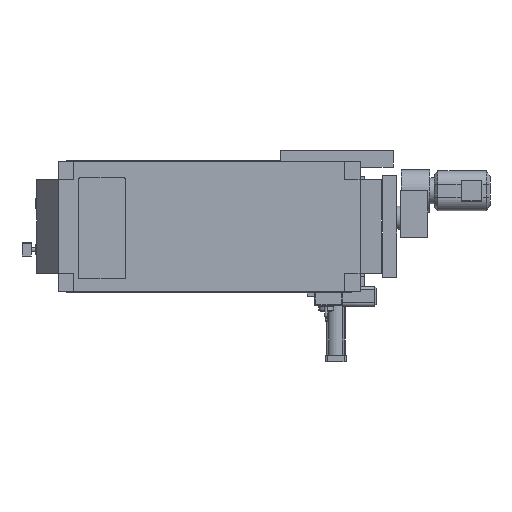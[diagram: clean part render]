
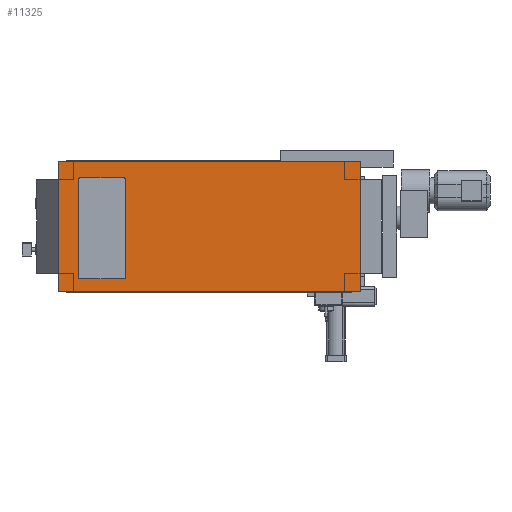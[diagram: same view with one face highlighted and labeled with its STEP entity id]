
A CAD part, front view. The second image highlights one B-rep face of the part: STEP entity #11325.
In plain terms, the highlighted planar face has unit normal (0, -1, 0).
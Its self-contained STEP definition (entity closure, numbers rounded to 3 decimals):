
#911 = AXIS2_PLACEMENT_3D ( 'NONE', #11684, #11555, #8406 ) ;
#2188 = EDGE_CURVE ( 'NONE', #11369, #5934, #9008, .T. ) ;
#2244 = DIRECTION ( 'NONE',  ( 0., 0., 1. ) ) ;
#2496 = DIRECTION ( 'NONE',  ( 0., 1., 0. ) ) ;
#2597 = EDGE_CURVE ( 'NONE', #15951, #3237, #19552, .T. ) ;
#2761 = CARTESIAN_POINT ( 'NONE',  ( 0., -410., 0. ) ) ;
#2865 = ORIENTED_EDGE ( 'NONE', *, *, #19376, .T. ) ;
#3024 = EDGE_LOOP ( 'NONE', ( #9452, #2865, #15660, #19027 ) ) ;
#3039 = LINE ( 'NONE', #17656, #16035 ) ;
#3237 = VERTEX_POINT ( 'NONE', #15426 ) ;
#3336 = VECTOR ( 'NONE', #7416, 1000. ) ;
#3420 = CARTESIAN_POINT ( 'NONE',  ( -1340., -410., -577.5 ) ) ;
#3640 = ORIENTED_EDGE ( 'NONE', *, *, #16460, .T. ) ;
#3872 = AXIS2_PLACEMENT_3D ( 'NONE', #13326, #2496, #2244 ) ;
#4243 = EDGE_CURVE ( 'NONE', #3237, #12990, #19765, .T. ) ;
#4304 = CARTESIAN_POINT ( 'NONE',  ( 1340., -410., 577.5 ) ) ;
#4605 = CARTESIAN_POINT ( 'NONE',  ( -740., -410., 0. ) ) ;
#4677 = CARTESIAN_POINT ( 'NONE',  ( -1160., -410., -452.279 ) ) ;
#4836 = FACE_OUTER_BOUND ( 'NONE', #3024, .T. ) ;
#4888 = DIRECTION ( 'NONE',  ( 0., 1., 0. ) ) ;
#5116 = EDGE_CURVE ( 'NONE', #19813, #10358, #3039, .T. ) ;
#5168 = DIRECTION ( 'NONE',  ( 1., 0., 0. ) ) ;
#5261 = LINE ( 'NONE', #12931, #19987 ) ;
#5765 = VERTEX_POINT ( 'NONE', #10901 ) ;
#5934 = VERTEX_POINT ( 'NONE', #18903 ) ;
#5960 = VERTEX_POINT ( 'NONE', #7895 ) ;
#5983 = ORIENTED_EDGE ( 'NONE', *, *, #6948, .T. ) ;
#6100 = EDGE_CURVE ( 'NONE', #5960, #15951, #8545, .T. ) ;
#6292 = CIRCLE ( 'NONE', #14223, 13. ) ;
#6534 = CARTESIAN_POINT ( 'NONE',  ( -1147., -410., -452.279 ) ) ;
#6743 = EDGE_LOOP ( 'NONE', ( #13120, #5983, #12041, #3640, #13164, #16061, #7885, #19683 ) ) ;
#6948 = EDGE_CURVE ( 'NONE', #16505, #19813, #6292, .T. ) ;
#7002 = CIRCLE ( 'NONE', #3872, 13. ) ;
#7416 = DIRECTION ( 'NONE',  ( 1., 0., 0. ) ) ;
#7467 = DIRECTION ( 'NONE',  ( 0., 1., 0. ) ) ;
#7468 = LINE ( 'NONE', #16971, #3336 ) ;
#7855 = CARTESIAN_POINT ( 'NONE',  ( -1147., -410., 418.721 ) ) ;
#7885 = ORIENTED_EDGE ( 'NONE', *, *, #8644, .F. ) ;
#7895 = CARTESIAN_POINT ( 'NONE',  ( 1340., -410., -577.5 ) ) ;
#8127 = DIRECTION ( 'NONE',  ( 0., 0., 1. ) ) ;
#8234 = DIRECTION ( 'NONE',  ( 0., 0., 1. ) ) ;
#8406 = DIRECTION ( 'NONE',  ( 0., 0., 1. ) ) ;
#8410 = EDGE_CURVE ( 'NONE', #15886, #19971, #7002, .T. ) ;
#8545 = LINE ( 'NONE', #13102, #11722 ) ;
#8644 = EDGE_CURVE ( 'NONE', #15886, #5934, #11618, .T. ) ;
#8649 = CIRCLE ( 'NONE', #11288, 13. ) ;
#9008 = CIRCLE ( 'NONE', #911, 13. ) ;
#9452 = ORIENTED_EDGE ( 'NONE', *, *, #6100, .F. ) ;
#9662 = AXIS2_PLACEMENT_3D ( 'NONE', #2761, #7467, #18266 ) ;
#10358 = VERTEX_POINT ( 'NONE', #17913 ) ;
#10901 = CARTESIAN_POINT ( 'NONE',  ( -1147., -410., 431.721 ) ) ;
#10997 = DIRECTION ( 'NONE',  ( 0., 0., 1. ) ) ;
#11288 = AXIS2_PLACEMENT_3D ( 'NONE', #7855, #18853, #10997 ) ;
#11325 = ADVANCED_FACE ( 'NONE', ( #4836, #13150 ), #18337, .F. ) ;
#11341 = CARTESIAN_POINT ( 'NONE',  ( -1147., -410., -465.279 ) ) ;
#11369 = VERTEX_POINT ( 'NONE', #12068 ) ;
#11555 = DIRECTION ( 'NONE',  ( 0., 1., 0. ) ) ;
#11618 = LINE ( 'NONE', #4605, #18787 ) ;
#11684 = CARTESIAN_POINT ( 'NONE',  ( -753., -410., 418.721 ) ) ;
#11722 = VECTOR ( 'NONE', #14697, 1000. ) ;
#11778 = CARTESIAN_POINT ( 'NONE',  ( -1200., -410., 577.5 ) ) ;
#12041 = ORIENTED_EDGE ( 'NONE', *, *, #5116, .T. ) ;
#12068 = CARTESIAN_POINT ( 'NONE',  ( -753., -410., 431.721 ) ) ;
#12931 = CARTESIAN_POINT ( 'NONE',  ( 0., -410., 431.721 ) ) ;
#12990 = VERTEX_POINT ( 'NONE', #4304 ) ;
#13102 = CARTESIAN_POINT ( 'NONE',  ( -1200., -410., -577.5 ) ) ;
#13120 = ORIENTED_EDGE ( 'NONE', *, *, #19215, .F. ) ;
#13133 = VECTOR ( 'NONE', #19029, 1000. ) ;
#13150 = FACE_BOUND ( 'NONE', #6743, .T. ) ;
#13164 = ORIENTED_EDGE ( 'NONE', *, *, #14808, .T. ) ;
#13326 = CARTESIAN_POINT ( 'NONE',  ( -753., -410., -452.279 ) ) ;
#13675 = CARTESIAN_POINT ( 'NONE',  ( -740., -410., -452.279 ) ) ;
#14223 = AXIS2_PLACEMENT_3D ( 'NONE', #6534, #4888, #8234 ) ;
#14225 = CARTESIAN_POINT ( 'NONE',  ( 1340., -410., -577.5 ) ) ;
#14697 = DIRECTION ( 'NONE',  ( -1., 0., 0. ) ) ;
#14808 = EDGE_CURVE ( 'NONE', #5765, #11369, #5261, .T. ) ;
#14883 = VECTOR ( 'NONE', #8127, 1000. ) ;
#15171 = CARTESIAN_POINT ( 'NONE',  ( -753., -410., -465.279 ) ) ;
#15316 = CARTESIAN_POINT ( 'NONE',  ( -1340., -410., -577.5 ) ) ;
#15426 = CARTESIAN_POINT ( 'NONE',  ( -1340., -410., 577.5 ) ) ;
#15431 = DIRECTION ( 'NONE',  ( 1., 0., 0. ) ) ;
#15660 = ORIENTED_EDGE ( 'NONE', *, *, #4243, .F. ) ;
#15886 = VERTEX_POINT ( 'NONE', #13675 ) ;
#15951 = VERTEX_POINT ( 'NONE', #15316 ) ;
#16035 = VECTOR ( 'NONE', #17716, 1000. ) ;
#16061 = ORIENTED_EDGE ( 'NONE', *, *, #2188, .T. ) ;
#16460 = EDGE_CURVE ( 'NONE', #10358, #5765, #8649, .T. ) ;
#16505 = VERTEX_POINT ( 'NONE', #11341 ) ;
#16971 = CARTESIAN_POINT ( 'NONE',  ( 0., -410., -465.279 ) ) ;
#17560 = LINE ( 'NONE', #14225, #13133 ) ;
#17656 = CARTESIAN_POINT ( 'NONE',  ( -1160., -410., 0. ) ) ;
#17716 = DIRECTION ( 'NONE',  ( 0., 0., 1. ) ) ;
#17913 = CARTESIAN_POINT ( 'NONE',  ( -1160., -410., 418.721 ) ) ;
#18266 = DIRECTION ( 'NONE',  ( 0., 0., 1. ) ) ;
#18337 = PLANE ( 'NONE',  #9662 ) ;
#18787 = VECTOR ( 'NONE', #18823, 1000. ) ;
#18788 = VECTOR ( 'NONE', #15431, 1000. ) ;
#18823 = DIRECTION ( 'NONE',  ( 0., 0., 1. ) ) ;
#18853 = DIRECTION ( 'NONE',  ( 0., 1., 0. ) ) ;
#18903 = CARTESIAN_POINT ( 'NONE',  ( -740., -410., 418.721 ) ) ;
#19027 = ORIENTED_EDGE ( 'NONE', *, *, #2597, .F. ) ;
#19029 = DIRECTION ( 'NONE',  ( 0., 0., 1. ) ) ;
#19215 = EDGE_CURVE ( 'NONE', #16505, #19971, #7468, .T. ) ;
#19376 = EDGE_CURVE ( 'NONE', #5960, #12990, #17560, .T. ) ;
#19552 = LINE ( 'NONE', #3420, #14883 ) ;
#19683 = ORIENTED_EDGE ( 'NONE', *, *, #8410, .T. ) ;
#19765 = LINE ( 'NONE', #11778, #18788 ) ;
#19813 = VERTEX_POINT ( 'NONE', #4677 ) ;
#19971 = VERTEX_POINT ( 'NONE', #15171 ) ;
#19987 = VECTOR ( 'NONE', #5168, 1000. ) ;
